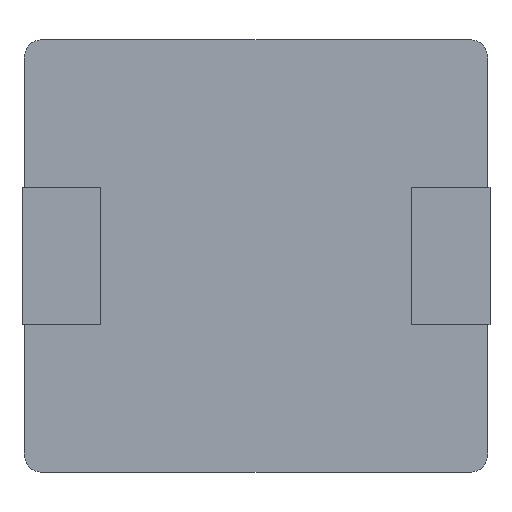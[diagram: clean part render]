
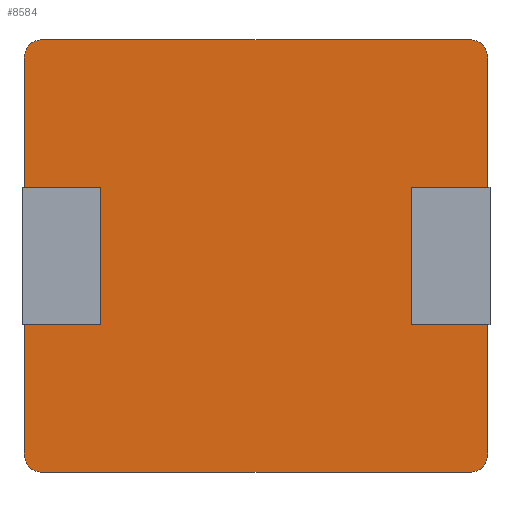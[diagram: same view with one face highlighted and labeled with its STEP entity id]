
A CAD part, front view. The second image highlights one B-rep face of the part: STEP entity #8584.
In plain terms, the highlighted planar face has unit normal (0, -1, 0).
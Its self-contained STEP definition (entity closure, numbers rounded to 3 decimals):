
#71 = VECTOR ( 'NONE', #9821, 1000. ) ;
#164 = AXIS2_PLACEMENT_3D ( 'NONE', #8061, #3997, #4952 ) ;
#281 = DIRECTION ( 'NONE',  ( 0., 0., -1. ) ) ;
#299 = CIRCLE ( 'NONE', #10344, 0.5 ) ;
#361 = DIRECTION ( 'NONE',  ( 0., 0., 1. ) ) ;
#376 = ORIENTED_EDGE ( 'NONE', *, *, #433, .T. ) ;
#422 = VECTOR ( 'NONE', #2389, 1000. ) ;
#433 = EDGE_CURVE ( 'NONE', #2057, #8383, #6498, .T. ) ;
#454 = VECTOR ( 'NONE', #7948, 1000. ) ;
#486 = ORIENTED_EDGE ( 'NONE', *, *, #1818, .F. ) ;
#557 = CARTESIAN_POINT ( 'NONE',  ( 4.52, 0., -2. ) ) ;
#584 = EDGE_CURVE ( 'NONE', #6576, #4672, #8421, .T. ) ;
#692 = EDGE_CURVE ( 'NONE', #6557, #8383, #9684, .T. ) ;
#913 = VERTEX_POINT ( 'NONE', #5703 ) ;
#916 = FACE_OUTER_BOUND ( 'NONE', #7124, .T. ) ;
#1145 = CARTESIAN_POINT ( 'NONE',  ( 6.25, 0., 6.3 ) ) ;
#1234 = DIRECTION ( 'NONE',  ( 0., 0., 1. ) ) ;
#1323 = LINE ( 'NONE', #10332, #454 ) ;
#1364 = CARTESIAN_POINT ( 'NONE',  ( -6.75, 0., 5.8 ) ) ;
#1385 = CARTESIAN_POINT ( 'NONE',  ( 6.75, 0., -2. ) ) ;
#1390 = VERTEX_POINT ( 'NONE', #2092 ) ;
#1545 = EDGE_CURVE ( 'NONE', #7246, #913, #9445, .T. ) ;
#1546 = CARTESIAN_POINT ( 'NONE',  ( 6.75, 0., -6.3 ) ) ;
#1583 = DIRECTION ( 'NONE',  ( 0., -1., 0. ) ) ;
#1626 = CARTESIAN_POINT ( 'NONE',  ( -6.75, 0., 2. ) ) ;
#1758 = CARTESIAN_POINT ( 'NONE',  ( -4.52, 0., 2. ) ) ;
#1818 = EDGE_CURVE ( 'NONE', #7167, #7888, #10451, .T. ) ;
#1929 = ORIENTED_EDGE ( 'NONE', *, *, #2610, .T. ) ;
#1981 = VERTEX_POINT ( 'NONE', #2797 ) ;
#2050 = ORIENTED_EDGE ( 'NONE', *, *, #8124, .T. ) ;
#2057 = VERTEX_POINT ( 'NONE', #9331 ) ;
#2092 = CARTESIAN_POINT ( 'NONE',  ( -4.52, 0., -2. ) ) ;
#2151 = DIRECTION ( 'NONE',  ( -1., 0., 0. ) ) ;
#2389 = DIRECTION ( 'NONE',  ( -1., 0., 0. ) ) ;
#2398 = DIRECTION ( 'NONE',  ( 0., 0., 1. ) ) ;
#2479 = VECTOR ( 'NONE', #361, 1000. ) ;
#2610 = EDGE_CURVE ( 'NONE', #8306, #4200, #6845, .T. ) ;
#2656 = VECTOR ( 'NONE', #9003, 1000. ) ;
#2782 = LINE ( 'NONE', #4041, #3532 ) ;
#2797 = CARTESIAN_POINT ( 'NONE',  ( 6.25, 0., -6.3 ) ) ;
#2968 = ORIENTED_EDGE ( 'NONE', *, *, #8641, .T. ) ;
#3286 = CARTESIAN_POINT ( 'NONE',  ( 6.25, 0., -5.8 ) ) ;
#3307 = CARTESIAN_POINT ( 'NONE',  ( 6.75, 0., 5.8 ) ) ;
#3361 = DIRECTION ( 'NONE',  ( 0., 1., 0. ) ) ;
#3445 = DIRECTION ( 'NONE',  ( 0., -1., 0. ) ) ;
#3532 = VECTOR ( 'NONE', #4928, 1000. ) ;
#3677 = ORIENTED_EDGE ( 'NONE', *, *, #6164, .F. ) ;
#3684 = EDGE_CURVE ( 'NONE', #7888, #7246, #2782, .T. ) ;
#3751 = AXIS2_PLACEMENT_3D ( 'NONE', #5042, #3445, #6661 ) ;
#3892 = ORIENTED_EDGE ( 'NONE', *, *, #9752, .F. ) ;
#3997 = DIRECTION ( 'NONE',  ( 0., -1., 0. ) ) ;
#4011 = DIRECTION ( 'NONE',  ( 0., 0., 1. ) ) ;
#4041 = CARTESIAN_POINT ( 'NONE',  ( 4.52, 0., -2. ) ) ;
#4119 = CARTESIAN_POINT ( 'NONE',  ( -6.75, 0., -2. ) ) ;
#4200 = VERTEX_POINT ( 'NONE', #6835 ) ;
#4328 = CARTESIAN_POINT ( 'NONE',  ( -6.75, 0., -6.3 ) ) ;
#4460 = LINE ( 'NONE', #1546, #4972 ) ;
#4555 = ORIENTED_EDGE ( 'NONE', *, *, #8537, .F. ) ;
#4672 = VERTEX_POINT ( 'NONE', #1145 ) ;
#4746 = VECTOR ( 'NONE', #1234, 1000. ) ;
#4824 = DIRECTION ( 'NONE',  ( 0., 0., 1. ) ) ;
#4886 = LINE ( 'NONE', #9858, #71 ) ;
#4898 = DIRECTION ( 'NONE',  ( 1., 0., 0. ) ) ;
#4917 = VERTEX_POINT ( 'NONE', #9014 ) ;
#4928 = DIRECTION ( 'NONE',  ( 1., 0., 0. ) ) ;
#4940 = ORIENTED_EDGE ( 'NONE', *, *, #584, .T. ) ;
#4952 = DIRECTION ( 'NONE',  ( 0., 0., 1. ) ) ;
#4972 = VECTOR ( 'NONE', #10467, 1000. ) ;
#5007 = EDGE_CURVE ( 'NONE', #1390, #5708, #7283, .T. ) ;
#5042 = CARTESIAN_POINT ( 'NONE',  ( 6.25, 0., 5.8 ) ) ;
#5150 = VECTOR ( 'NONE', #2151, 1000. ) ;
#5395 = ORIENTED_EDGE ( 'NONE', *, *, #5813, .F. ) ;
#5703 = CARTESIAN_POINT ( 'NONE',  ( 6.75, 0., -5.8 ) ) ;
#5708 = VERTEX_POINT ( 'NONE', #4119 ) ;
#5813 = EDGE_CURVE ( 'NONE', #2057, #4672, #4886, .T. ) ;
#5861 = ORIENTED_EDGE ( 'NONE', *, *, #5007, .T. ) ;
#5998 = EDGE_CURVE ( 'NONE', #8306, #5708, #9168, .T. ) ;
#6079 = LINE ( 'NONE', #8103, #422 ) ;
#6164 = EDGE_CURVE ( 'NONE', #9194, #6557, #1323, .T. ) ;
#6498 = CIRCLE ( 'NONE', #164, 0.5 ) ;
#6512 = AXIS2_PLACEMENT_3D ( 'NONE', #8110, #3361, #2398 ) ;
#6557 = VERTEX_POINT ( 'NONE', #1626 ) ;
#6576 = VERTEX_POINT ( 'NONE', #3307 ) ;
#6661 = DIRECTION ( 'NONE',  ( 0., 0., 1. ) ) ;
#6835 = CARTESIAN_POINT ( 'NONE',  ( -6.25, 0., -6.3 ) ) ;
#6845 = CIRCLE ( 'NONE', #6874, 0.5 ) ;
#6874 = AXIS2_PLACEMENT_3D ( 'NONE', #9643, #8036, #4824 ) ;
#7124 = EDGE_LOOP ( 'NONE', ( #3892, #8642, #8738, #10027, #486, #2968, #4555, #4940, #5395, #376, #9495, #3677, #2050, #5861, #8041, #1929 ) ) ;
#7167 = VERTEX_POINT ( 'NONE', #10179 ) ;
#7217 = CARTESIAN_POINT ( 'NONE',  ( 4.52, 0., 2. ) ) ;
#7246 = VERTEX_POINT ( 'NONE', #1385 ) ;
#7260 = VECTOR ( 'NONE', #8561, 1000. ) ;
#7283 = LINE ( 'NONE', #8630, #5150 ) ;
#7773 = VECTOR ( 'NONE', #281, 1000. ) ;
#7782 = CARTESIAN_POINT ( 'NONE',  ( -4.52, 0., 2. ) ) ;
#7888 = VERTEX_POINT ( 'NONE', #557 ) ;
#7948 = DIRECTION ( 'NONE',  ( -1., 0., 0. ) ) ;
#8036 = DIRECTION ( 'NONE',  ( 0., -1., 0. ) ) ;
#8041 = ORIENTED_EDGE ( 'NONE', *, *, #5998, .F. ) ;
#8061 = CARTESIAN_POINT ( 'NONE',  ( -6.25, 0., 5.8 ) ) ;
#8103 = CARTESIAN_POINT ( 'NONE',  ( -6.75, 0., -6.3 ) ) ;
#8110 = CARTESIAN_POINT ( 'NONE',  ( 0., 0., 0. ) ) ;
#8124 = EDGE_CURVE ( 'NONE', #9194, #1390, #9211, .T. ) ;
#8306 = VERTEX_POINT ( 'NONE', #10187 ) ;
#8383 = VERTEX_POINT ( 'NONE', #1364 ) ;
#8421 = CIRCLE ( 'NONE', #3751, 0.5 ) ;
#8537 = EDGE_CURVE ( 'NONE', #6576, #4917, #4460, .T. ) ;
#8561 = DIRECTION ( 'NONE',  ( 0., 0., -1. ) ) ;
#8584 = ADVANCED_FACE ( 'NONE', ( #916 ), #9709, .F. ) ;
#8630 = CARTESIAN_POINT ( 'NONE',  ( -4.52, 0., -2. ) ) ;
#8641 = EDGE_CURVE ( 'NONE', #7167, #4917, #10436, .T. ) ;
#8642 = ORIENTED_EDGE ( 'NONE', *, *, #8673, .T. ) ;
#8673 = EDGE_CURVE ( 'NONE', #1981, #913, #299, .T. ) ;
#8738 = ORIENTED_EDGE ( 'NONE', *, *, #1545, .F. ) ;
#9003 = DIRECTION ( 'NONE',  ( 0., 0., -1. ) ) ;
#9014 = CARTESIAN_POINT ( 'NONE',  ( 6.75, 0., 2. ) ) ;
#9168 = LINE ( 'NONE', #4328, #2479 ) ;
#9188 = CARTESIAN_POINT ( 'NONE',  ( -6.75, 0., -6.3 ) ) ;
#9194 = VERTEX_POINT ( 'NONE', #7782 ) ;
#9211 = LINE ( 'NONE', #1758, #2656 ) ;
#9331 = CARTESIAN_POINT ( 'NONE',  ( -6.25, 0., 6.3 ) ) ;
#9445 = LINE ( 'NONE', #10092, #7260 ) ;
#9495 = ORIENTED_EDGE ( 'NONE', *, *, #692, .F. ) ;
#9643 = CARTESIAN_POINT ( 'NONE',  ( -6.25, 0., -5.8 ) ) ;
#9684 = LINE ( 'NONE', #9188, #4746 ) ;
#9709 = PLANE ( 'NONE',  #6512 ) ;
#9752 = EDGE_CURVE ( 'NONE', #1981, #4200, #6079, .T. ) ;
#9821 = DIRECTION ( 'NONE',  ( 1., 0., 0. ) ) ;
#9858 = CARTESIAN_POINT ( 'NONE',  ( -6.75, 0., 6.3 ) ) ;
#9928 = CARTESIAN_POINT ( 'NONE',  ( 4.52, 0., 2. ) ) ;
#10027 = ORIENTED_EDGE ( 'NONE', *, *, #3684, .F. ) ;
#10092 = CARTESIAN_POINT ( 'NONE',  ( 6.75, 0., -6.3 ) ) ;
#10172 = VECTOR ( 'NONE', #4898, 1000. ) ;
#10179 = CARTESIAN_POINT ( 'NONE',  ( 4.52, 0., 2. ) ) ;
#10187 = CARTESIAN_POINT ( 'NONE',  ( -6.75, 0., -5.8 ) ) ;
#10332 = CARTESIAN_POINT ( 'NONE',  ( -4.52, 0., 2. ) ) ;
#10344 = AXIS2_PLACEMENT_3D ( 'NONE', #3286, #1583, #4011 ) ;
#10436 = LINE ( 'NONE', #7217, #10172 ) ;
#10451 = LINE ( 'NONE', #9928, #7773 ) ;
#10467 = DIRECTION ( 'NONE',  ( 0., 0., -1. ) ) ;
